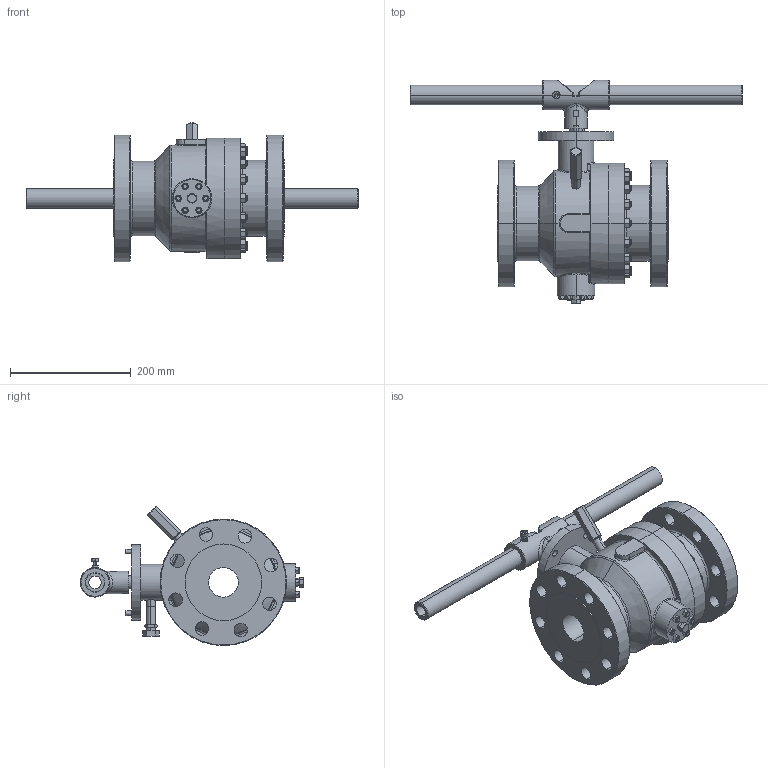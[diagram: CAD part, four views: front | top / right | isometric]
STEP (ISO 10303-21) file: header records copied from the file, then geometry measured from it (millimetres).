
FILE_DESCRIPTION (( 'STEP AP203' ), '1' );
FILE_NAME ('03-B2-300-RF-B.STEP', '2026-03-21T01:41:12', ( 'hp' ), ( '' ), 'SwSTEP 2.0', 'SolidWorks 2022', '' );
FILE_SCHEMA (( 'CONFIG_CONTROL_DESIGN' ));
Length unit declared in the file: millimetre
Products named in the file (1): 03-B2-300-RF-B
Bounding box: 550 x 370 x 230.53 mm (x, y, z)
Volume: 6808109.2 mm3; surface area: 522143.5 mm2
Topology: 31 solids, 31 shells, 862 faces, 1905 edges, 1132 vertices
Faces by surface type: cone 307, plane 305, cylinder 188, bspline 32, torus 26, sphere 4
Entity records: 29163 total; most frequent: CARTESIAN_POINT 11028, ORIENTED_EDGE 3786, DIRECTION 3641, EDGE_CURVE 1893, AXIS2_PLACEMENT_3D 1545, VERTEX_POINT 1132, EDGE_LOOP 945, ADVANCED_FACE 862
